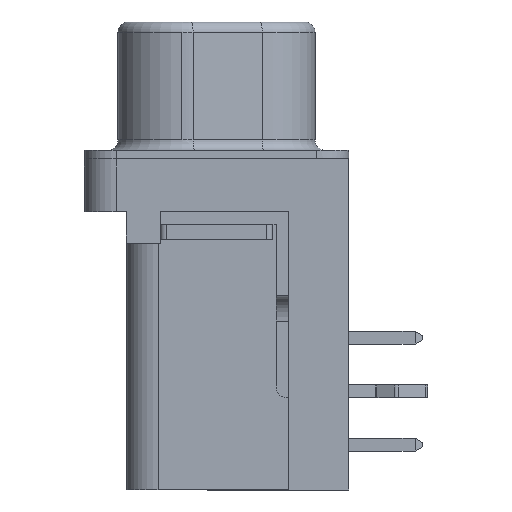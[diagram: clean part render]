
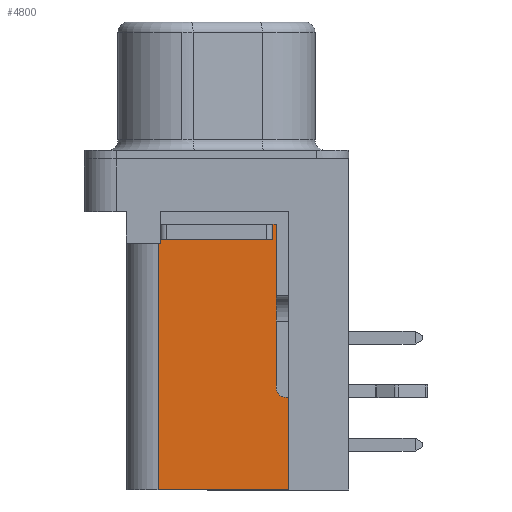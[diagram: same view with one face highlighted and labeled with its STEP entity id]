
A CAD part, left-side view. The second image highlights one B-rep face of the part: STEP entity #4800.
In plain terms, the highlighted planar face has unit normal (-1, 0, 0).
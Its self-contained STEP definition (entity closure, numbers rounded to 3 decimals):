
#4119 = CARTESIAN_POINT ( 'NONE',  ( -8.995, -3.425, -15.72 ) ) ;
#4126 = CARTESIAN_POINT ( 'NONE',  ( -8.995, 2.775, -4. ) ) ;
#4127 = DIRECTION ( 'NONE',  ( 0., -1., 0. ) ) ;
#4128 = VECTOR ( 'NONE', #4127, 1000. ) ;
#4129 = CARTESIAN_POINT ( 'NONE',  ( -8.995, 4.275, -4. ) ) ;
#4130 = LINE ( 'NONE', #4129, #4128 ) ;
#4131 = DIRECTION ( 'NONE',  ( 0., 0., 1. ) ) ;
#4132 = VECTOR ( 'NONE', #4131, 1000. ) ;
#4133 = CARTESIAN_POINT ( 'NONE',  ( -8.995, 2.775, -51.19 ) ) ;
#4139 = LINE ( 'NONE', #4133, #4132 ) ;
#4175 = DIRECTION ( 'NONE',  ( 0., 0., 1. ) ) ;
#4176 = VECTOR ( 'NONE', #4175, 1000. ) ;
#4177 = CARTESIAN_POINT ( 'NONE',  ( -8.995, -3.425, -22.735 ) ) ;
#4178 = LINE ( 'NONE', #4177, #4176 ) ;
#4800 = ADVANCED_FACE ( 'NONE', ( #10005 ), #10057, .F. ) ;
#4806 = EDGE_CURVE ( 'NONE', #4813, #4999, #10073, .T. ) ;
#4813 = VERTEX_POINT ( 'NONE', #10099 ) ;
#4861 = VERTEX_POINT ( 'NONE', #10216 ) ;
#4862 = EDGE_CURVE ( 'NONE', #4861, #15077, #10215, .T. ) ;
#4864 = ORIENTED_EDGE ( 'NONE', *, *, #4862, .T. ) ;
#4932 = EDGE_LOOP ( 'NONE', ( #15085, #15078, #15076, #15073, #15065, #4864 ) ) ;
#4998 = EDGE_CURVE ( 'NONE', #4999, #5023, #10496, .T. ) ;
#4999 = VERTEX_POINT ( 'NONE', #10492 ) ;
#5023 = VERTEX_POINT ( 'NONE', #10580 ) ;
#10005 = FACE_OUTER_BOUND ( 'NONE', #4932, .T. ) ;
#10052 = DIRECTION ( 'NONE',  ( 0., 1., 0. ) ) ;
#10053 = DIRECTION ( 'NONE',  ( 1., 0., 0. ) ) ;
#10054 = CARTESIAN_POINT ( 'NONE',  ( -8.995, 2.775, -51.19 ) ) ;
#10055 = AXIS2_PLACEMENT_3D ( 'NONE', #10054, #10053, #10052 ) ;
#10057 = PLANE ( 'NONE',  #10055 ) ;
#10070 = DIRECTION ( 'NONE',  ( 0., 1., 0. ) ) ;
#10071 = VECTOR ( 'NONE', #10070, 1000. ) ;
#10072 = CARTESIAN_POINT ( 'NONE',  ( -8.995, 2.775, -2.5 ) ) ;
#10073 = LINE ( 'NONE', #10072, #10071 ) ;
#10099 = CARTESIAN_POINT ( 'NONE',  ( -8.995, -3.425, -2.5 ) ) ;
#10212 = DIRECTION ( 'NONE',  ( 0., -1., 0. ) ) ;
#10213 = VECTOR ( 'NONE', #10212, 1000. ) ;
#10214 = CARTESIAN_POINT ( 'NONE',  ( -8.995, 2.775, -15.72 ) ) ;
#10215 = LINE ( 'NONE', #10214, #10213 ) ;
#10216 = CARTESIAN_POINT ( 'NONE',  ( -8.995, 2.775, -15.72 ) ) ;
#10492 = CARTESIAN_POINT ( 'NONE',  ( -8.995, 2.675, -2.5 ) ) ;
#10493 = DIRECTION ( 'NONE',  ( 0., 0., -1. ) ) ;
#10494 = VECTOR ( 'NONE', #10493, 1000. ) ;
#10495 = CARTESIAN_POINT ( 'NONE',  ( -8.995, 2.675, -4. ) ) ;
#10496 = LINE ( 'NONE', #10495, #10494 ) ;
#10580 = CARTESIAN_POINT ( 'NONE',  ( -8.995, 2.675, -4. ) ) ;
#15065 = ORIENTED_EDGE ( 'NONE', *, *, #15066, .F. ) ;
#15066 = EDGE_CURVE ( 'NONE', #4861, #15069, #4139, .T. ) ;
#15068 = EDGE_CURVE ( 'NONE', #15069, #5023, #4130, .T. ) ;
#15069 = VERTEX_POINT ( 'NONE', #4126 ) ;
#15073 = ORIENTED_EDGE ( 'NONE', *, *, #15068, .F. ) ;
#15076 = ORIENTED_EDGE ( 'NONE', *, *, #4998, .T. ) ;
#15077 = VERTEX_POINT ( 'NONE', #4119 ) ;
#15078 = ORIENTED_EDGE ( 'NONE', *, *, #4806, .T. ) ;
#15085 = ORIENTED_EDGE ( 'NONE', *, *, #15086, .T. ) ;
#15086 = EDGE_CURVE ( 'NONE', #15077, #4813, #4178, .T. ) ;
